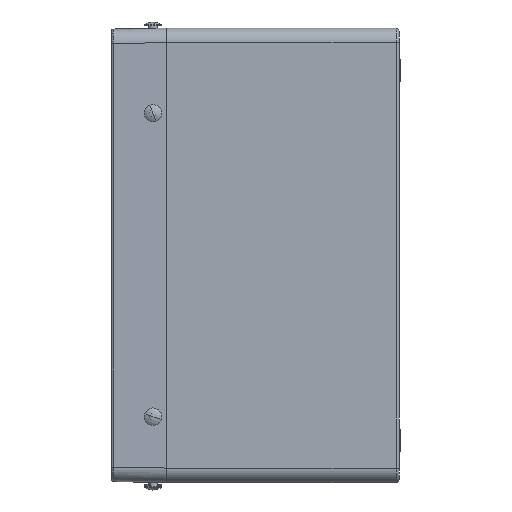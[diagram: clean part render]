
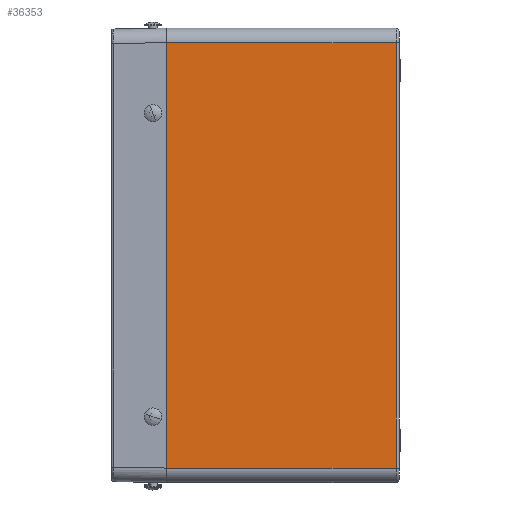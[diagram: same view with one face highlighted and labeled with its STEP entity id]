
A CAD part, left-side view. The second image highlights one B-rep face of the part: STEP entity #36353.
In plain terms, the highlighted planar face has unit normal (-1, 0, 0).
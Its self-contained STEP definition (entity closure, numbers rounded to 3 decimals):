
#508 = CARTESIAN_POINT ( 'NONE',  ( -202., 0., 146.5 ) ) ;
#913 = EDGE_LOOP ( 'NONE', ( #4951, #18423, #11157, #39668 ) ) ;
#2811 = EDGE_CURVE ( 'NONE', #38752, #24263, #9069, .T. ) ;
#4056 = EDGE_CURVE ( 'NONE', #38752, #19344, #18362, .T. ) ;
#4600 = CARTESIAN_POINT ( 'NONE',  ( -202., -158., 146.5 ) ) ;
#4951 = ORIENTED_EDGE ( 'NONE', *, *, #4056, .T. ) ;
#7327 = CARTESIAN_POINT ( 'NONE',  ( -202., -160., -146.5 ) ) ;
#7339 = CARTESIAN_POINT ( 'NONE',  ( -202., -158., -146.5 ) ) ;
#7744 = DIRECTION ( 'NONE',  ( 0., 0., 1. ) ) ;
#9069 = LINE ( 'NONE', #40425, #33196 ) ;
#9270 = FACE_OUTER_BOUND ( 'NONE', #913, .T. ) ;
#9999 = VECTOR ( 'NONE', #19828, 1000. ) ;
#10796 = DIRECTION ( 'NONE',  ( -1., 0., 0. ) ) ;
#11157 = ORIENTED_EDGE ( 'NONE', *, *, #15555, .T. ) ;
#11826 = VERTEX_POINT ( 'NONE', #27138 ) ;
#14050 = AXIS2_PLACEMENT_3D ( 'NONE', #38965, #10796, #32770 ) ;
#15555 = EDGE_CURVE ( 'NONE', #11826, #24263, #30664, .T. ) ;
#16562 = CARTESIAN_POINT ( 'NONE',  ( -202., 0., -146.5 ) ) ;
#18362 = LINE ( 'NONE', #7327, #9999 ) ;
#18423 = ORIENTED_EDGE ( 'NONE', *, *, #29383, .T. ) ;
#19344 = VERTEX_POINT ( 'NONE', #7339 ) ;
#19828 = DIRECTION ( 'NONE',  ( 0., -1., 0. ) ) ;
#20435 = CARTESIAN_POINT ( 'NONE',  ( -202., -160., 146.5 ) ) ;
#22311 = VECTOR ( 'NONE', #23871, 1000. ) ;
#23463 = VECTOR ( 'NONE', #7744, 1000. ) ;
#23871 = DIRECTION ( 'NONE',  ( 0., 1., 0. ) ) ;
#24263 = VERTEX_POINT ( 'NONE', #508 ) ;
#27138 = CARTESIAN_POINT ( 'NONE',  ( -202., -158., 146.5 ) ) ;
#29383 = EDGE_CURVE ( 'NONE', #19344, #11826, #32820, .T. ) ;
#30664 = LINE ( 'NONE', #20435, #22311 ) ;
#32770 = DIRECTION ( 'NONE',  ( 0., 0., 1. ) ) ;
#32820 = LINE ( 'NONE', #4600, #23463 ) ;
#33196 = VECTOR ( 'NONE', #37269, 1000. ) ;
#35802 = PLANE ( 'NONE',  #14050 ) ;
#36353 = ADVANCED_FACE ( 'NONE', ( #9270 ), #35802, .T. ) ;
#37269 = DIRECTION ( 'NONE',  ( 0., 0., 1. ) ) ;
#38752 = VERTEX_POINT ( 'NONE', #16562 ) ;
#38965 = CARTESIAN_POINT ( 'NONE',  ( -202., -160., -156.5 ) ) ;
#39668 = ORIENTED_EDGE ( 'NONE', *, *, #2811, .F. ) ;
#40425 = CARTESIAN_POINT ( 'NONE',  ( -202., 0., -156.5 ) ) ;
